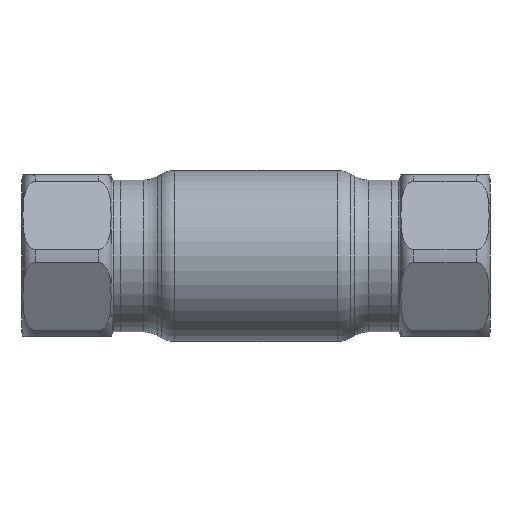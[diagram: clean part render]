
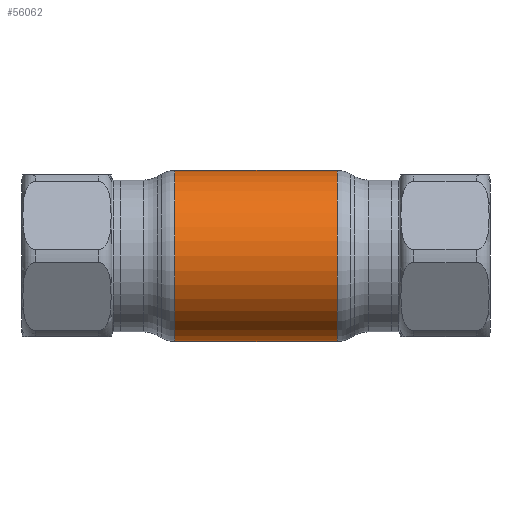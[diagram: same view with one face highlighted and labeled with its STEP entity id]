
A CAD part, front view. The second image highlights one B-rep face of the part: STEP entity #56062.
In plain terms, the highlighted cylindrical face has radius 19 mm (diameter 38 mm), a partial arc.
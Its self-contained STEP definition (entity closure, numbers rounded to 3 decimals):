
#2625 = DIRECTION ( 'NONE',  ( -1., 0., 0. ) ) ;
#2868 = EDGE_CURVE ( 'NONE', #7947, #29590, #3829, .T. ) ;
#3829 = LINE ( 'NONE', #12684, #49432 ) ;
#3855 = DIRECTION ( 'NONE',  ( -1., 0., 0. ) ) ;
#4296 = CARTESIAN_POINT ( 'NONE',  ( -18.035, 0., -19. ) ) ;
#4438 = ORIENTED_EDGE ( 'NONE', *, *, #2868, .T. ) ;
#5918 = CIRCLE ( 'NONE', #35157, 19. ) ;
#6925 = LINE ( 'NONE', #24387, #21923 ) ;
#7663 = AXIS2_PLACEMENT_3D ( 'NONE', #39413, #30217, #13089 ) ;
#7947 = VERTEX_POINT ( 'NONE', #40008 ) ;
#11467 = CYLINDRICAL_SURFACE ( 'NONE', #17306, 19. ) ;
#12684 = CARTESIAN_POINT ( 'NONE',  ( -62.69, 0., 19. ) ) ;
#13089 = DIRECTION ( 'NONE',  ( 0., 0., 1. ) ) ;
#15941 = CIRCLE ( 'NONE', #7663, 19. ) ;
#17306 = AXIS2_PLACEMENT_3D ( 'NONE', #42366, #55455, #37786 ) ;
#21923 = VECTOR ( 'NONE', #2625, 1000. ) ;
#22422 = EDGE_CURVE ( 'NONE', #37150, #29590, #15941, .T. ) ;
#24387 = CARTESIAN_POINT ( 'NONE',  ( -62.69, 0., -19. ) ) ;
#24633 = ORIENTED_EDGE ( 'NONE', *, *, #22422, .F. ) ;
#25030 = DIRECTION ( 'NONE',  ( 0., 0., 1. ) ) ;
#25300 = CARTESIAN_POINT ( 'NONE',  ( 18.035, 0., 0. ) ) ;
#27147 = CARTESIAN_POINT ( 'NONE',  ( -18.035, 0., 19. ) ) ;
#29590 = VERTEX_POINT ( 'NONE', #27147 ) ;
#30217 = DIRECTION ( 'NONE',  ( -1., 0., 0. ) ) ;
#31562 = EDGE_LOOP ( 'NONE', ( #47953, #47184, #4438, #24633 ) ) ;
#33469 = FACE_OUTER_BOUND ( 'NONE', #31562, .T. ) ;
#33635 = EDGE_CURVE ( 'NONE', #47989, #37150, #6925, .T. ) ;
#35157 = AXIS2_PLACEMENT_3D ( 'NONE', #25300, #3855, #25030 ) ;
#37150 = VERTEX_POINT ( 'NONE', #4296 ) ;
#37786 = DIRECTION ( 'NONE',  ( 0., 0., 1. ) ) ;
#38438 = DIRECTION ( 'NONE',  ( -1., 0., 0. ) ) ;
#39413 = CARTESIAN_POINT ( 'NONE',  ( -18.035, 0., 0. ) ) ;
#40008 = CARTESIAN_POINT ( 'NONE',  ( 18.035, 0., 19. ) ) ;
#42366 = CARTESIAN_POINT ( 'NONE',  ( -62.69, 0., 0. ) ) ;
#47184 = ORIENTED_EDGE ( 'NONE', *, *, #51887, .T. ) ;
#47953 = ORIENTED_EDGE ( 'NONE', *, *, #33635, .F. ) ;
#47989 = VERTEX_POINT ( 'NONE', #56171 ) ;
#49432 = VECTOR ( 'NONE', #38438, 1000. ) ;
#51887 = EDGE_CURVE ( 'NONE', #47989, #7947, #5918, .T. ) ;
#55455 = DIRECTION ( 'NONE',  ( -1., 0., 0. ) ) ;
#56062 = ADVANCED_FACE ( 'NONE', ( #33469 ), #11467, .T. ) ;
#56171 = CARTESIAN_POINT ( 'NONE',  ( 18.035, 0., -19. ) ) ;
